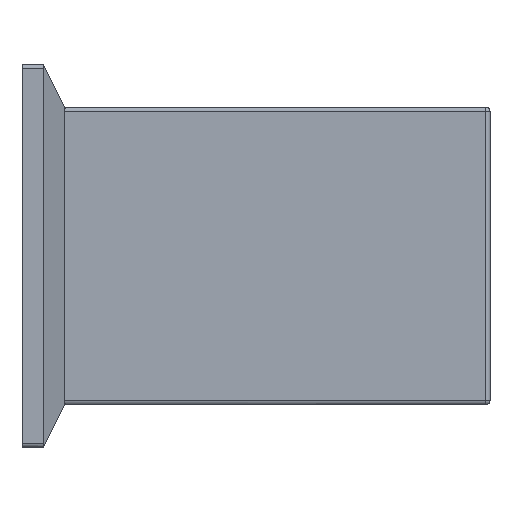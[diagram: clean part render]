
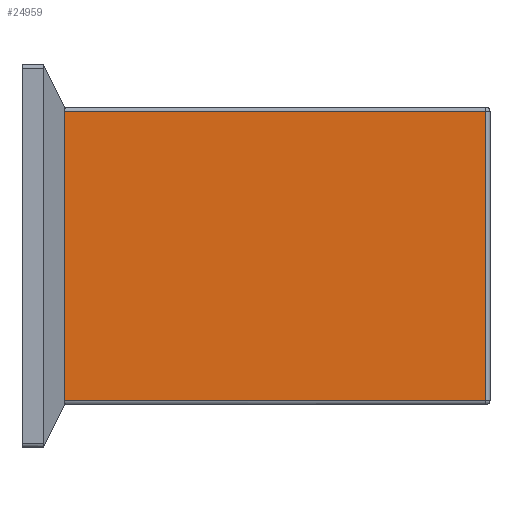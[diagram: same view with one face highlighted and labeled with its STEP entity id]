
A CAD part, left-side view. The second image highlights one B-rep face of the part: STEP entity #24959.
In plain terms, the highlighted planar face has unit normal (-1, 0, 0).
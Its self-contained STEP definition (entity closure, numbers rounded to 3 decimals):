
#1572=FACE_OUTER_BOUND('',#3028,.T.);
#3028=EDGE_LOOP('',(#19385,#19386,#19387,#19388));
#4876=LINE('',#38507,#7185);
#4880=LINE('',#38531,#7189);
#4882=LINE('',#38535,#7191);
#4893=LINE('',#38597,#7202);
#7185=VECTOR('',#28149,10.);
#7189=VECTOR('',#28179,10.);
#7191=VECTOR('',#28185,10.);
#7202=VECTOR('',#28234,10.);
#10962=VERTEX_POINT('',#38504);
#10963=VERTEX_POINT('',#38506);
#10966=VERTEX_POINT('',#38518);
#10970=VERTEX_POINT('',#38527);
#13990=EDGE_CURVE('',#10963,#10962,#4876,.T.);
#14002=EDGE_CURVE('',#10966,#10970,#4880,.T.);
#14005=EDGE_CURVE('',#10970,#10962,#4882,.T.);
#14028=EDGE_CURVE('',#10963,#10966,#4893,.T.);
#19385=ORIENTED_EDGE('',*,*,#14005,.F.);
#19386=ORIENTED_EDGE('',*,*,#14002,.F.);
#19387=ORIENTED_EDGE('',*,*,#14028,.F.);
#19388=ORIENTED_EDGE('',*,*,#13990,.T.);
#23980=PLANE('',#26116);
#24959=ADVANCED_FACE('',(#1572),#23980,.T.);
#26116=AXIS2_PLACEMENT_3D('',#38603,#28242,#28243);
#28149=DIRECTION('',(0.,0.,-1.));
#28179=DIRECTION('',(0.,0.,-1.));
#28185=DIRECTION('',(0.,1.,0.));
#28234=DIRECTION('',(0.,-1.,0.));
#28242=DIRECTION('center_axis',(-1.,0.,0.));
#28243=DIRECTION('ref_axis',(0.,-1.,0.));
#38504=CARTESIAN_POINT('',(-50.,45.5,-8.));
#38506=CARTESIAN_POINT('',(-50.,45.5,60.));
#38507=CARTESIAN_POINT('',(-50.,45.5,-9.5));
#38518=CARTESIAN_POINT('',(-50.,-53.5,60.));
#38527=CARTESIAN_POINT('',(-50.,-53.5,-8.));
#38531=CARTESIAN_POINT('',(-50.,-53.5,0.));
#38535=CARTESIAN_POINT('',(-50.,27.25,-8.));
#38597=CARTESIAN_POINT('',(-50.,27.25,60.));
#38603=CARTESIAN_POINT('Origin',(-50.,54.5,0.));
